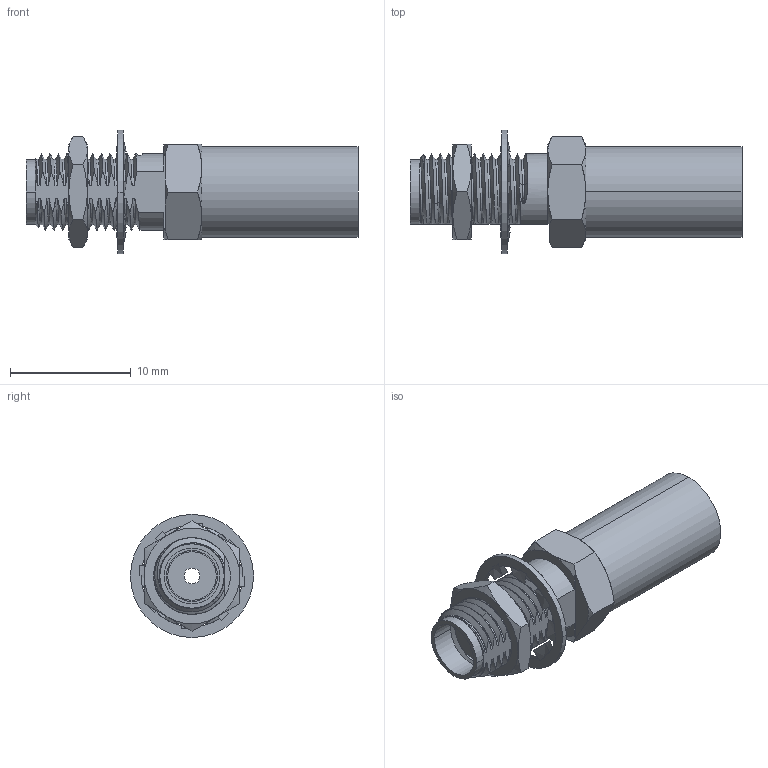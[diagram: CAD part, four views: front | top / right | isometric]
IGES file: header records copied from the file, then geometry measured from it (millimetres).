
Start section:  PTC IGES file: 901-10015.igs
Global section: file name: 901-10015.igs; native system: Pro/ENGINEER by Parametric Technology Corporation; preprocessor: 2008010; author: rkarthik; organization: Unknown; date: 20100128.120542; units: inch
Bounding box: 27.53 x 10.21 x 10.21 mm (x, y, z)
Surface area: 1499.4 mm2 (no closed solid volume)
Topology: 0 solids, 0 shells, 139 faces, 785 edges, 785 vertices
Faces by surface type: bspline 92, revolution 47
